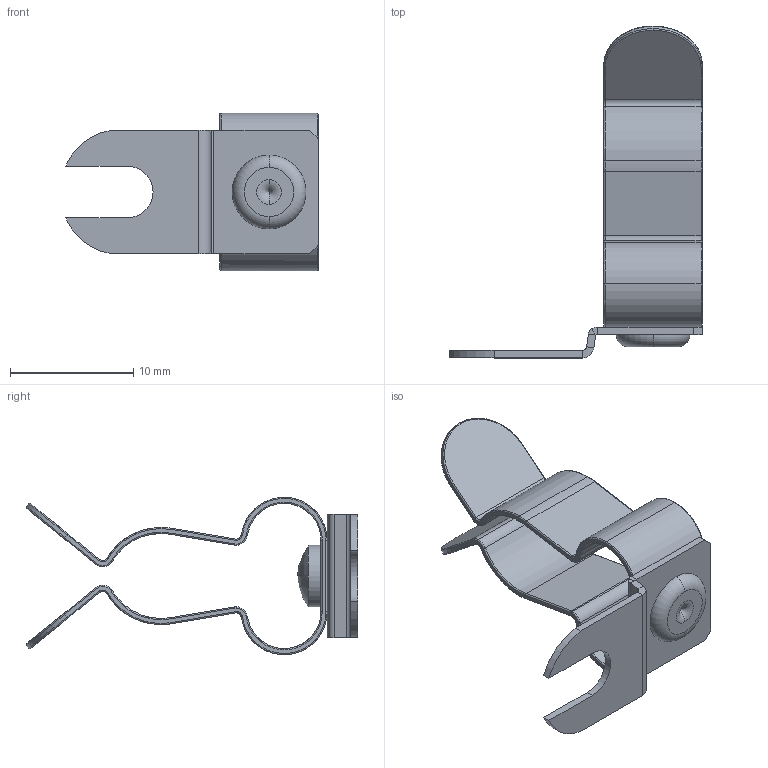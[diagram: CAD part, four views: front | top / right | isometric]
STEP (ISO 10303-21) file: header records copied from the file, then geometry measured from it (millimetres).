
FILE_DESCRIPTION (( 'STEP AP214' ), '1' );
FILE_NAME ('1022-505.STEP', '2024-03-15T09:03:22', ( '' ), ( '' ), 'SwSTEP 2.0', 'SolidWorks 2022', '' );
FILE_SCHEMA (( 'AUTOMOTIVE_DESIGN' ));
Length unit declared in the file: millimetre
Products named in the file (4): 1010-005.; 1022-505; 1022-062.Kunde; 3x1,5_1mm Blechstärke
Assembly tree (3 placements, depth 2):
  1022-505
    1022-062.Kunde
    3x1,5_1mm Blechstärke
    1010-005.
Bounding box: 20.52 x 26.96 x 12.8 mm (x, y, z)
Volume: 422.8 mm3; surface area: 1609.5 mm2
Topology: 3 solids, 3 shells, 179 faces, 422 edges, 250 vertices
Faces by surface type: cylinder 73, bspline 54, plane 46, torus 4, sphere 2
Entity records: 6452 total; most frequent: CARTESIAN_POINT 2385, ORIENTED_EDGE 840, DIRECTION 824, EDGE_CURVE 420, AXIS2_PLACEMENT_3D 327, VERTEX_POINT 250, CIRCLE 196, EDGE_LOOP 186
